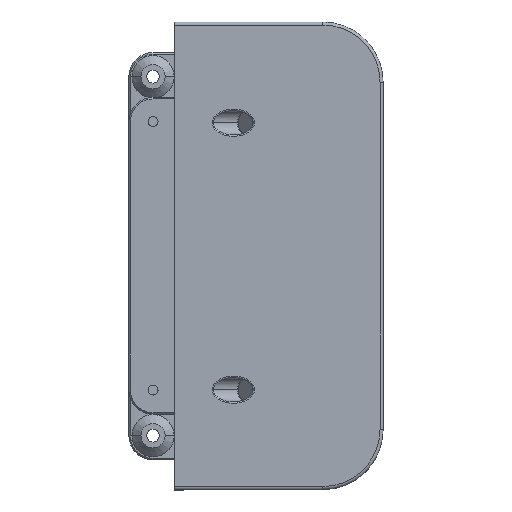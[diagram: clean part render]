
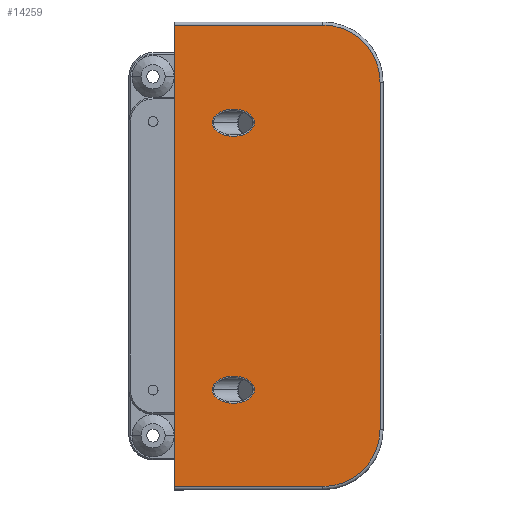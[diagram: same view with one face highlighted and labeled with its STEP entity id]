
A CAD part, top view. The second image highlights one B-rep face of the part: STEP entity #14259.
In plain terms, the highlighted planar face has unit normal (0, 0, 1).
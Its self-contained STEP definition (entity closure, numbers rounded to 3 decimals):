
#47 = VECTOR ( 'NONE', #13382, 1000. ) ;
#73 = CARTESIAN_POINT ( 'NONE',  ( 75.339, 53.1, 83.8 ) ) ;
#196 = VERTEX_POINT ( 'NONE', #15421 ) ;
#203 = DIRECTION ( 'NONE',  ( 1., 0., 0. ) ) ;
#231 = VERTEX_POINT ( 'NONE', #17481 ) ;
#339 = EDGE_LOOP ( 'NONE', ( #883, #8588 ) ) ;
#883 = ORIENTED_EDGE ( 'NONE', *, *, #6369, .T. ) ;
#1431 = EDGE_CURVE ( 'NONE', #231, #4900, #4823, .T. ) ;
#1457 = DIRECTION ( 'NONE',  ( -1., 0., 0. ) ) ;
#1648 = LINE ( 'NONE', #9057, #5143 ) ;
#1698 = EDGE_CURVE ( 'NONE', #3780, #17704, #5064, .T. ) ;
#1814 = VERTEX_POINT ( 'NONE', #12051 ) ;
#1930 = CARTESIAN_POINT ( 'NONE',  ( 89.34, 44.1, 83.8 ) ) ;
#2058 = CARTESIAN_POINT ( 'NONE',  ( 89.34, -35.4, 83.8 ) ) ;
#2204 = DIRECTION ( 'NONE',  ( 0., 1., 0. ) ) ;
#2872 = LINE ( 'NONE', #16367, #13218 ) ;
#2932 = DIRECTION ( 'NONE',  ( 0., 0., -1. ) ) ;
#3222 = CARTESIAN_POINT ( 'NONE',  ( 75.339, -44.4, 83.8 ) ) ;
#3397 = VERTEX_POINT ( 'NONE', #13500 ) ;
#3414 = CARTESIAN_POINT ( 'NONE',  ( 89.34, -44.4, 83.8 ) ) ;
#3780 = VERTEX_POINT ( 'NONE', #6463 ) ;
#3889 = VERTEX_POINT ( 'NONE', #16813 ) ;
#3997 = CARTESIAN_POINT ( 'NONE',  ( 111.977, -76.5, 83.8 ) ) ;
#4048 = PLANE ( 'NONE',  #6918 ) ;
#4186 = AXIS2_PLACEMENT_3D ( 'NONE', #10216, #2932, #17474 ) ;
#4433 = CARTESIAN_POINT ( 'NONE',  ( 62.712, 0., 83.8 ) ) ;
#4809 = CARTESIAN_POINT ( 'NONE',  ( 72.712, 0., 83.8 ) ) ;
#4823 =( BOUNDED_CURVE ( )  B_SPLINE_CURVE ( 3, ( #3414, #7935, #12246, #3222 ),
 .UNSPECIFIED., .F., .T. ) 
 B_SPLINE_CURVE_WITH_KNOTS ( ( 4, 4 ),
 ( 0., 3.142 ),
 .UNSPECIFIED. ) 
 CURVE ( )  GEOMETRIC_REPRESENTATION_ITEM ( )  RATIONAL_B_SPLINE_CURVE ( ( 1., 0.333, 0.333, 1. ) ) 
 REPRESENTATION_ITEM ( '' )  );
#4900 = VERTEX_POINT ( 'NONE', #12598 ) ;
#4927 = VECTOR ( 'NONE', #2204, 1000. ) ;
#4936 =( BOUNDED_CURVE ( )  B_SPLINE_CURVE ( 3, ( #6452, #12332, #2058, #10800 ),
 .UNSPECIFIED., .F., .T. ) 
 B_SPLINE_CURVE_WITH_KNOTS ( ( 4, 4 ),
 ( 3.142, 6.283 ),
 .UNSPECIFIED. ) 
 CURVE ( )  GEOMETRIC_REPRESENTATION_ITEM ( )  RATIONAL_B_SPLINE_CURVE ( ( 1., 0.333, 0.333, 1. ) ) 
 REPRESENTATION_ITEM ( '' )  );
#5064 = CIRCLE ( 'NONE', #4186, 19. ) ;
#5143 = VECTOR ( 'NONE', #1457, 1000. ) ;
#5321 = CARTESIAN_POINT ( 'NONE',  ( 75.339, 44.1, 83.8 ) ) ;
#5707 = ORIENTED_EDGE ( 'NONE', *, *, #11892, .T. ) ;
#5914 = EDGE_LOOP ( 'NONE', ( #7624, #18950 ) ) ;
#5915 = CARTESIAN_POINT ( 'NONE',  ( 89.34, 53.1, 83.8 ) ) ;
#6057 = EDGE_CURVE ( 'NONE', #18920, #3397, #7512, .T. ) ;
#6305 = ORIENTED_EDGE ( 'NONE', *, *, #11924, .F. ) ;
#6369 = EDGE_CURVE ( 'NONE', #1814, #3889, #8258, .T. ) ;
#6452 = CARTESIAN_POINT ( 'NONE',  ( 75.339, -44.4, 83.8 ) ) ;
#6463 = CARTESIAN_POINT ( 'NONE',  ( 111.977, 76.5, 83.8 ) ) ;
#6918 = AXIS2_PLACEMENT_3D ( 'NONE', #4809, #8955, #203 ) ;
#7073 = AXIS2_PLACEMENT_3D ( 'NONE', #16850, #18001, #12281 ) ;
#7489 = EDGE_CURVE ( 'NONE', #3889, #1814, #14132, .T. ) ;
#7512 = LINE ( 'NONE', #4433, #47 ) ;
#7624 = ORIENTED_EDGE ( 'NONE', *, *, #1431, .T. ) ;
#7815 = EDGE_CURVE ( 'NONE', #4900, #231, #4936, .T. ) ;
#7871 = CARTESIAN_POINT ( 'NONE',  ( 62.712, -76.5, 83.8 ) ) ;
#7935 = CARTESIAN_POINT ( 'NONE',  ( 89.34, -53.4, 83.8 ) ) ;
#8258 =( BOUNDED_CURVE ( )  B_SPLINE_CURVE ( 3, ( #1930, #18641, #14444, #5321 ),
 .UNSPECIFIED., .F., .T. ) 
 B_SPLINE_CURVE_WITH_KNOTS ( ( 4, 4 ),
 ( 0., 3.142 ),
 .UNSPECIFIED. ) 
 CURVE ( )  GEOMETRIC_REPRESENTATION_ITEM ( )  RATIONAL_B_SPLINE_CURVE ( ( 1., 0.333, 0.333, 1. ) ) 
 REPRESENTATION_ITEM ( '' )  );
#8588 = ORIENTED_EDGE ( 'NONE', *, *, #7489, .T. ) ;
#8955 = DIRECTION ( 'NONE',  ( 0., 0., 1. ) ) ;
#8996 = EDGE_LOOP ( 'NONE', ( #6305, #5707, #18874, #18230, #10362, #10109 ) ) ;
#9057 = CARTESIAN_POINT ( 'NONE',  ( 72.712, 76.5, 83.8 ) ) ;
#10109 = ORIENTED_EDGE ( 'NONE', *, *, #11078, .T. ) ;
#10216 = CARTESIAN_POINT ( 'NONE',  ( 111.977, 57.5, 83.8 ) ) ;
#10362 = ORIENTED_EDGE ( 'NONE', *, *, #6057, .F. ) ;
#10800 = CARTESIAN_POINT ( 'NONE',  ( 89.34, -44.4, 83.8 ) ) ;
#11078 = EDGE_CURVE ( 'NONE', #18920, #13974, #2872, .T. ) ;
#11425 = CARTESIAN_POINT ( 'NONE',  ( 75.339, 44.1, 83.8 ) ) ;
#11892 = EDGE_CURVE ( 'NONE', #196, #17704, #15051, .T. ) ;
#11895 = DIRECTION ( 'NONE',  ( 1., 0., 0. ) ) ;
#11924 = EDGE_CURVE ( 'NONE', #196, #13974, #15334, .T. ) ;
#12051 = CARTESIAN_POINT ( 'NONE',  ( 89.34, 44.1, 83.8 ) ) ;
#12246 = CARTESIAN_POINT ( 'NONE',  ( 75.339, -53.4, 83.8 ) ) ;
#12281 = DIRECTION ( 'NONE',  ( 1., 0., 0. ) ) ;
#12332 = CARTESIAN_POINT ( 'NONE',  ( 75.339, -35.4, 83.8 ) ) ;
#12598 = CARTESIAN_POINT ( 'NONE',  ( 75.339, -44.4, 83.8 ) ) ;
#13218 = VECTOR ( 'NONE', #11895, 1000. ) ;
#13382 = DIRECTION ( 'NONE',  ( 0., 1., 0. ) ) ;
#13500 = CARTESIAN_POINT ( 'NONE',  ( 62.712, 76.5, 83.8 ) ) ;
#13911 = CARTESIAN_POINT ( 'NONE',  ( 130.977, 77.5, 83.8 ) ) ;
#13974 = VERTEX_POINT ( 'NONE', #3997 ) ;
#14132 =( BOUNDED_CURVE ( )  B_SPLINE_CURVE ( 3, ( #11425, #73, #5915, #17613 ),
 .UNSPECIFIED., .F., .T. ) 
 B_SPLINE_CURVE_WITH_KNOTS ( ( 4, 4 ),
 ( 3.142, 6.283 ),
 .UNSPECIFIED. ) 
 CURVE ( )  GEOMETRIC_REPRESENTATION_ITEM ( )  RATIONAL_B_SPLINE_CURVE ( ( 1., 0.333, 0.333, 1. ) ) 
 REPRESENTATION_ITEM ( '' )  );
#14259 = ADVANCED_FACE ( 'NONE', ( #18515, #17086, #17178 ), #4048, .T. ) ;
#14444 = CARTESIAN_POINT ( 'NONE',  ( 75.339, 35.1, 83.8 ) ) ;
#15051 = LINE ( 'NONE', #13911, #4927 ) ;
#15334 = CIRCLE ( 'NONE', #7073, 19. ) ;
#15421 = CARTESIAN_POINT ( 'NONE',  ( 130.977, -57.5, 83.8 ) ) ;
#16367 = CARTESIAN_POINT ( 'NONE',  ( 72.712, -76.5, 83.8 ) ) ;
#16813 = CARTESIAN_POINT ( 'NONE',  ( 75.339, 44.1, 83.8 ) ) ;
#16850 = CARTESIAN_POINT ( 'NONE',  ( 111.977, -57.5, 83.8 ) ) ;
#16901 = EDGE_CURVE ( 'NONE', #3780, #3397, #1648, .T. ) ;
#17086 = FACE_BOUND ( 'NONE', #339, .T. ) ;
#17178 = FACE_OUTER_BOUND ( 'NONE', #8996, .T. ) ;
#17474 = DIRECTION ( 'NONE',  ( 1., 0., 0. ) ) ;
#17481 = CARTESIAN_POINT ( 'NONE',  ( 89.34, -44.4, 83.8 ) ) ;
#17613 = CARTESIAN_POINT ( 'NONE',  ( 89.34, 44.1, 83.8 ) ) ;
#17704 = VERTEX_POINT ( 'NONE', #18557 ) ;
#18001 = DIRECTION ( 'NONE',  ( 0., 0., -1. ) ) ;
#18230 = ORIENTED_EDGE ( 'NONE', *, *, #16901, .T. ) ;
#18515 = FACE_BOUND ( 'NONE', #5914, .T. ) ;
#18557 = CARTESIAN_POINT ( 'NONE',  ( 130.977, 57.5, 83.8 ) ) ;
#18641 = CARTESIAN_POINT ( 'NONE',  ( 89.34, 35.1, 83.8 ) ) ;
#18874 = ORIENTED_EDGE ( 'NONE', *, *, #1698, .F. ) ;
#18920 = VERTEX_POINT ( 'NONE', #7871 ) ;
#18950 = ORIENTED_EDGE ( 'NONE', *, *, #7815, .T. ) ;
